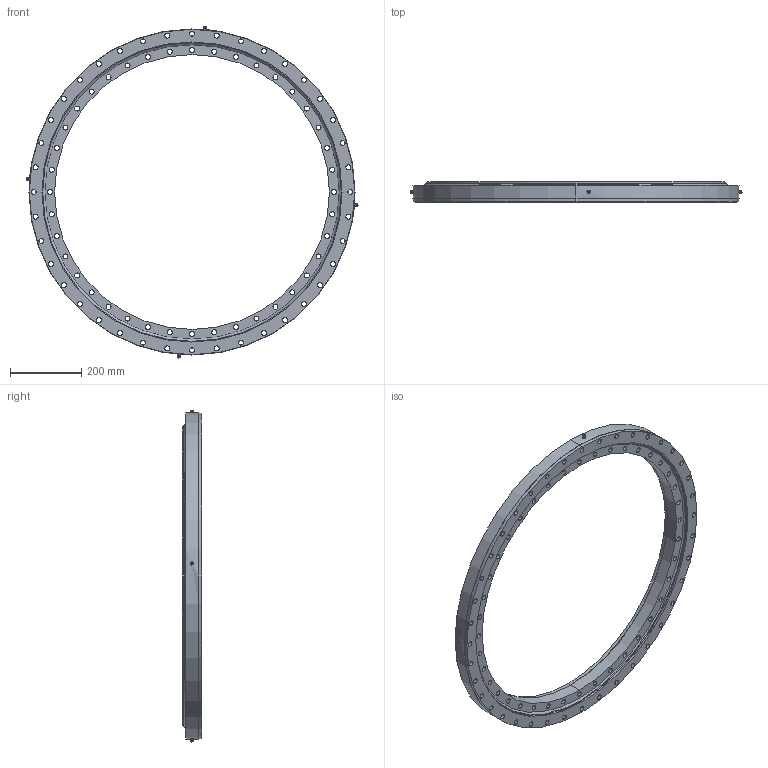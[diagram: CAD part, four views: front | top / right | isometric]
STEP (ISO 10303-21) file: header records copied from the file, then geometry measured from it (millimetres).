
FILE_DESCRIPTION (( 'STEP AP203' ), '1' );
FILE_NAME ('33-0841-01.STEP', '2017-12-28T12:58:10', ( 'defontaine' ), ( 'Hewlett-Packard Company' ), 'SwSTEP 2.0', 'SolidWorks 2016', '' );
FILE_SCHEMA (( 'CONFIG_CONTROL_DESIGN' ));
Length unit declared in the file: millimetre
Products named in the file (1): 33-0841-01
Bounding box: 932.72 x 56 x 932.72 mm (x, y, z)
Volume: 7320588.8 mm3; surface area: 1253886.8 mm2
Topology: 9 solids, 9 shells, 318 faces, 815 edges, 531 vertices
Faces by surface type: cylinder 196, plane 54, cone 32, torus 26, sphere 10
Entity records: 10737 total; most frequent: CARTESIAN_POINT 2173, DIRECTION 1926, ORIENTED_EDGE 1620, AXIS2_PLACEMENT_3D 813, EDGE_CURVE 810, VERTEX_POINT 528, EDGE_LOOP 512, CIRCLE 494
